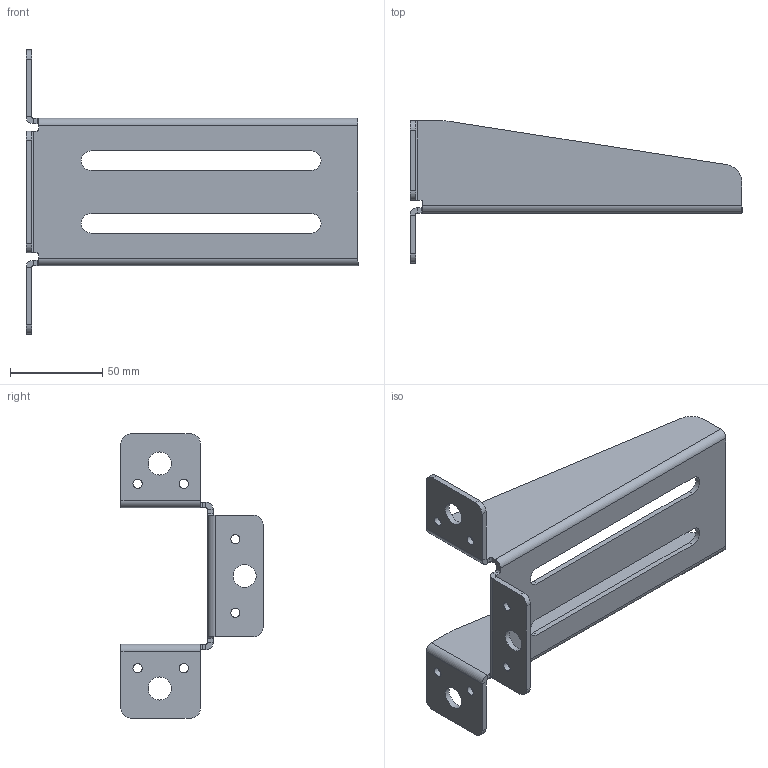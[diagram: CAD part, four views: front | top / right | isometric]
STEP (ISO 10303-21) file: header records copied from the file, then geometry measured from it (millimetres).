
FILE_DESCRIPTION(('STEP AP203'), '1');
FILE_NAME('ÐË058.01.00.001 Êðîíøòåéí ëîâèòåëÿ óñèëåííûé (ÎÁ)', '2015-09-25T05:03:24', ('Ñïîðûøåâ'), ('ÐÎËÒÝÊ'), 'ASCON STEP Converter 1.3', 'ASCON Math Kernel', '');
FILE_SCHEMA(('CONFIG_CONTROL_DESIGN'));
Length unit declared in the file: millimetre
Products named in the file (1): 倓058.02.00.00111
Bounding box: 180 x 77 x 154 mm (x, y, z)
Volume: 85065.9 mm3; surface area: 61648.4 mm2
Topology: 1 solids, 1 shells, 208 faces, 557 edges, 358 vertices
Faces by surface type: plane 114, cylinder 94
Full cylindrical faces by diameter (mm): 5 x6, 12.5 x3
Entity records: 6528 total; most frequent: DIRECTION 1154, CARTESIAN_POINT 1115, ORIENTED_EDGE 1096, EDGE_CURVE 548, AXIS2_PLACEMENT_3D 397, LINE 360, VECTOR 360, VERTEX_POINT 358
